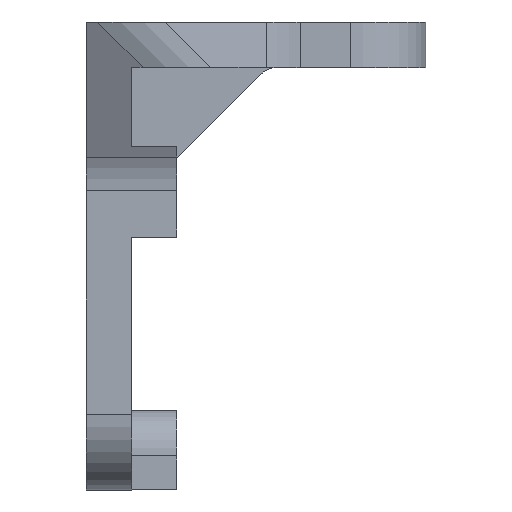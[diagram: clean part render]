
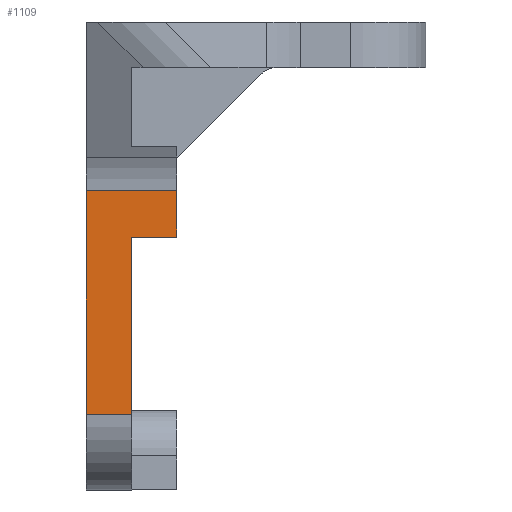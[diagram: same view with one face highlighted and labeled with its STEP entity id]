
A CAD part, top view. The second image highlights one B-rep face of the part: STEP entity #1109.
In plain terms, the highlighted planar face has unit normal (0, 0, 1).
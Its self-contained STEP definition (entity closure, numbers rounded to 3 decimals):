
#48 = DIRECTION ( 'NONE',  ( 0., -1., 0. ) ) ;
#70 = EDGE_CURVE ( 'NONE', #578, #1737, #324, .T. ) ;
#71 = ORIENTED_EDGE ( 'NONE', *, *, #623, .T. ) ;
#168 = CARTESIAN_POINT ( 'NONE',  ( 0., -52., 17.5 ) ) ;
#203 = VECTOR ( 'NONE', #1399, 1000. ) ;
#204 = DIRECTION ( 'NONE',  ( -1., 0., 0. ) ) ;
#213 = VERTEX_POINT ( 'NONE', #888 ) ;
#215 = ORIENTED_EDGE ( 'NONE', *, *, #70, .F. ) ;
#281 = VERTEX_POINT ( 'NONE', #1415 ) ;
#288 = DIRECTION ( 'NONE',  ( 0., 1., 0. ) ) ;
#315 = EDGE_CURVE ( 'NONE', #1737, #213, #1144, .T. ) ;
#324 = LINE ( 'NONE', #1079, #1170 ) ;
#340 = VECTOR ( 'NONE', #601, 1000. ) ;
#344 = PLANE ( 'NONE',  #1467 ) ;
#397 = CARTESIAN_POINT ( 'NONE',  ( 0., -22.361, 17.5 ) ) ;
#404 = DIRECTION ( 'NONE',  ( -1., 0., 0. ) ) ;
#420 = CARTESIAN_POINT ( 'NONE',  ( 12., -28.5, 17.5 ) ) ;
#578 = VERTEX_POINT ( 'NONE', #1787 ) ;
#601 = DIRECTION ( 'NONE',  ( 0., -1., 0. ) ) ;
#623 = EDGE_CURVE ( 'NONE', #578, #281, #1711, .T. ) ;
#665 = DIRECTION ( 'NONE',  ( -1., 0., 0. ) ) ;
#729 = EDGE_CURVE ( 'NONE', #281, #1120, #1323, .T. ) ;
#752 = EDGE_CURVE ( 'NONE', #826, #213, #1175, .T. ) ;
#808 = LINE ( 'NONE', #946, #203 ) ;
#825 = ORIENTED_EDGE ( 'NONE', *, *, #752, .T. ) ;
#826 = VERTEX_POINT ( 'NONE', #1735 ) ;
#888 = CARTESIAN_POINT ( 'NONE',  ( 6., -28.5, 17.5 ) ) ;
#936 = CARTESIAN_POINT ( 'NONE',  ( 0., 0., 17.5 ) ) ;
#946 = CARTESIAN_POINT ( 'NONE',  ( 0., -52., 17.5 ) ) ;
#947 = ORIENTED_EDGE ( 'NONE', *, *, #729, .T. ) ;
#1049 = EDGE_CURVE ( 'NONE', #1120, #826, #808, .T. ) ;
#1055 = VECTOR ( 'NONE', #288, 1000. ) ;
#1079 = CARTESIAN_POINT ( 'NONE',  ( 12., -28.5, 17.5 ) ) ;
#1109 = ADVANCED_FACE ( 'NONE', ( #1248 ), #344, .F. ) ;
#1116 = CARTESIAN_POINT ( 'NONE',  ( 12., -28.5, 17.5 ) ) ;
#1120 = VERTEX_POINT ( 'NONE', #168 ) ;
#1144 = LINE ( 'NONE', #1116, #1361 ) ;
#1170 = VECTOR ( 'NONE', #48, 1000. ) ;
#1175 = LINE ( 'NONE', #1904, #1055 ) ;
#1248 = FACE_OUTER_BOUND ( 'NONE', #1429, .T. ) ;
#1323 = LINE ( 'NONE', #1898, #340 ) ;
#1361 = VECTOR ( 'NONE', #404, 1000. ) ;
#1399 = DIRECTION ( 'NONE',  ( 1., 0., 0. ) ) ;
#1415 = CARTESIAN_POINT ( 'NONE',  ( 0., -22.361, 17.5 ) ) ;
#1429 = EDGE_LOOP ( 'NONE', ( #947, #1661, #825, #1870, #215, #71 ) ) ;
#1467 = AXIS2_PLACEMENT_3D ( 'NONE', #936, #1531, #204 ) ;
#1531 = DIRECTION ( 'NONE',  ( 0., 0., -1. ) ) ;
#1661 = ORIENTED_EDGE ( 'NONE', *, *, #1049, .T. ) ;
#1711 = LINE ( 'NONE', #397, #1744 ) ;
#1735 = CARTESIAN_POINT ( 'NONE',  ( 6., -52., 17.5 ) ) ;
#1737 = VERTEX_POINT ( 'NONE', #420 ) ;
#1744 = VECTOR ( 'NONE', #665, 1000. ) ;
#1787 = CARTESIAN_POINT ( 'NONE',  ( 12., -22.361, 17.5 ) ) ;
#1870 = ORIENTED_EDGE ( 'NONE', *, *, #315, .F. ) ;
#1898 = CARTESIAN_POINT ( 'NONE',  ( 0., -62., 17.5 ) ) ;
#1904 = CARTESIAN_POINT ( 'NONE',  ( 6., -6., 17.5 ) ) ;
